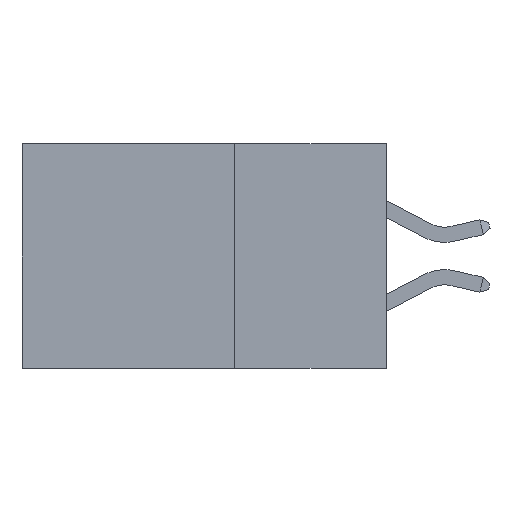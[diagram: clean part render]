
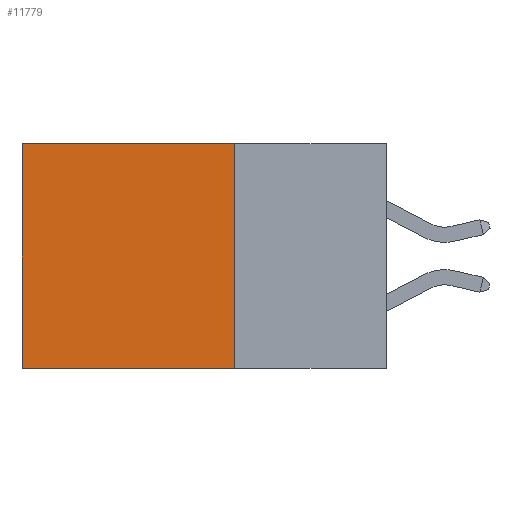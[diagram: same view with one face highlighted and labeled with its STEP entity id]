
A CAD part, left-side view. The second image highlights one B-rep face of the part: STEP entity #11779.
In plain terms, the highlighted planar face has unit normal (-1, 0, 0).
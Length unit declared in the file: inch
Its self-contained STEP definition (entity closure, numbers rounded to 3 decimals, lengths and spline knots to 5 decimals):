
#202 = LINE ( 'NONE', #5995, #7339 ) ;
#603 = VERTEX_POINT ( 'NONE', #2660 ) ;
#2133 = DIRECTION ( 'NONE',  ( 0., 0., -1. ) ) ;
#2358 = VECTOR ( 'NONE', #3323, 39.37008 ) ;
#2660 = CARTESIAN_POINT ( 'NONE',  ( 0.2615, 0.25, -0.37 ) ) ;
#3323 = DIRECTION ( 'NONE',  ( 0., 1., 0. ) ) ;
#3834 = EDGE_LOOP ( 'NONE', ( #17601, #22941, #8982, #23450 ) ) ;
#4161 = CARTESIAN_POINT ( 'NONE',  ( 0.2615, 0.25, -0.37 ) ) ;
#5221 = CARTESIAN_POINT ( 'NONE',  ( 0.2615, 0.25, 0. ) ) ;
#5995 = CARTESIAN_POINT ( 'NONE',  ( 0.2615, 0.25, -0.37 ) ) ;
#6813 = PLANE ( 'NONE',  #18980 ) ;
#7046 = EDGE_CURVE ( 'NONE', #7625, #12861, #16369, .T. ) ;
#7074 = CARTESIAN_POINT ( 'NONE',  ( 0.2615, 0.6, -0.37 ) ) ;
#7339 = VECTOR ( 'NONE', #2133, 39.37008 ) ;
#7562 = CARTESIAN_POINT ( 'NONE',  ( 0.2615, 0.6, -0.37 ) ) ;
#7625 = VERTEX_POINT ( 'NONE', #15671 ) ;
#8338 = EDGE_CURVE ( 'NONE', #13641, #7625, #23614, .T. ) ;
#8982 = ORIENTED_EDGE ( 'NONE', *, *, #19085, .F. ) ;
#9120 = CARTESIAN_POINT ( 'NONE',  ( 0.2615, 0.25, 0. ) ) ;
#10451 = CARTESIAN_POINT ( 'NONE',  ( 0.2615, 0.25, -0.37 ) ) ;
#10796 = FACE_OUTER_BOUND ( 'NONE', #3834, .T. ) ;
#11779 = ADVANCED_FACE ( 'NONE', ( #10796 ), #6813, .F. ) ;
#12861 = VERTEX_POINT ( 'NONE', #7562 ) ;
#12880 = DIRECTION ( 'NONE',  ( 0., 0., -1. ) ) ;
#13641 = VERTEX_POINT ( 'NONE', #5221 ) ;
#15671 = CARTESIAN_POINT ( 'NONE',  ( 0.2615, 0.6, 0. ) ) ;
#16369 = LINE ( 'NONE', #7074, #17347 ) ;
#17347 = VECTOR ( 'NONE', #12880, 39.37008 ) ;
#17601 = ORIENTED_EDGE ( 'NONE', *, *, #7046, .T. ) ;
#18980 = AXIS2_PLACEMENT_3D ( 'NONE', #10451, #19845, #21525 ) ;
#19085 = EDGE_CURVE ( 'NONE', #13641, #603, #202, .T. ) ;
#19845 = DIRECTION ( 'NONE',  ( 1., 0., 0. ) ) ;
#20579 = LINE ( 'NONE', #4161, #23556 ) ;
#20689 = DIRECTION ( 'NONE',  ( 0., 1., 0. ) ) ;
#21525 = DIRECTION ( 'NONE',  ( 0., 0., -1. ) ) ;
#22941 = ORIENTED_EDGE ( 'NONE', *, *, #23719, .F. ) ;
#23450 = ORIENTED_EDGE ( 'NONE', *, *, #8338, .T. ) ;
#23556 = VECTOR ( 'NONE', #20689, 39.37008 ) ;
#23614 = LINE ( 'NONE', #9120, #2358 ) ;
#23719 = EDGE_CURVE ( 'NONE', #603, #12861, #20579, .T. ) ;
